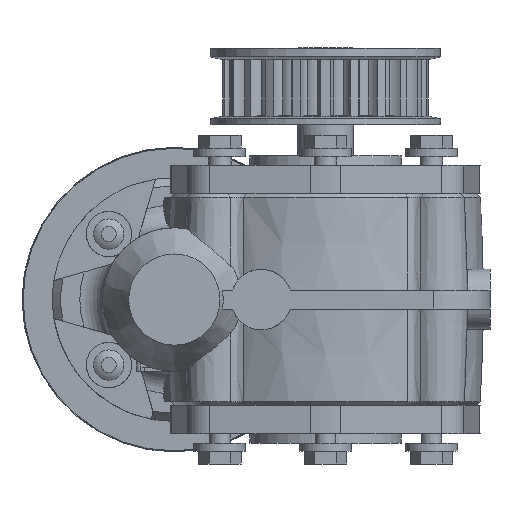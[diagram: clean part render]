
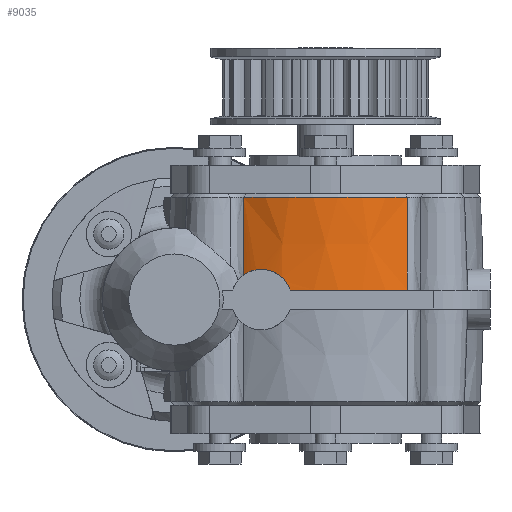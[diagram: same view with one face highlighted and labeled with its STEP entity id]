
A CAD part, left-side view. The second image highlights one B-rep face of the part: STEP entity #9035.
In plain terms, the highlighted conical face has half-angle 2 degrees and reference radius 41.471 mm.
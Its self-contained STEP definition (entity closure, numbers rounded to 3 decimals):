
#6949=CONICAL_SURFACE('',#27300,41.471,2.);
#7824=B_SPLINE_CURVE_WITH_KNOTS('',3,(#39563,#39564,#39565,#39566,#39567,
#39568,#39569,#39570,#39571,#39572),.UNSPECIFIED.,.F.,.F.,(4,2,2,2,4),(0.,
0.25,0.5,0.75,1.),.UNSPECIFIED.);
#7826=B_SPLINE_CURVE_WITH_KNOTS('',3,(#39579,#39580,#39581,#39582,#39583,
#39584,#39585),.UNSPECIFIED.,.F.,.F.,(4,3,4),(0.,0.503,1.),
 .UNSPECIFIED.);
#7857=B_SPLINE_CURVE_WITH_KNOTS('',3,(#40721,#40722,#40723,#40724),
 .UNSPECIFIED.,.F.,.F.,(4,4),(0.,1.),.UNSPECIFIED.);
#9035=ADVANCED_FACE('',(#10474),#6949,.T.);
#10474=FACE_OUTER_BOUND('',#11534,.T.);
#11534=EDGE_LOOP('',(#15987,#15988,#15989,#15990,#15991));
#12625=CIRCLE('',#27224,41.052);
#12640=CIRCLE('',#27261,41.908);
#15987=ORIENTED_EDGE('',*,*,#21618,.F.);
#15988=ORIENTED_EDGE('',*,*,#21667,.F.);
#15989=ORIENTED_EDGE('',*,*,#21567,.T.);
#15990=ORIENTED_EDGE('',*,*,#21546,.F.);
#15991=ORIENTED_EDGE('',*,*,#21544,.F.);
#19376=VERTEX_POINT('',#39562);
#19377=VERTEX_POINT('',#39573);
#19378=VERTEX_POINT('',#39586);
#19386=VERTEX_POINT('',#39844);
#19410=VERTEX_POINT('',#40227);
#21544=EDGE_CURVE('',#19376,#19377,#7824,.T.);
#21546=EDGE_CURVE('',#19377,#19378,#7826,.T.);
#21567=EDGE_CURVE('',#19386,#19378,#12625,.T.);
#21618=EDGE_CURVE('',#19410,#19376,#12640,.T.);
#21667=EDGE_CURVE('',#19386,#19410,#7857,.T.);
#27224=AXIS2_PLACEMENT_3D('',#39843,#30796,#30797);
#27261=AXIS2_PLACEMENT_3D('',#40228,#30894,#30895);
#27300=AXIS2_PLACEMENT_3D('',#40725,#30996,#30997);
#30796=DIRECTION('',(0.,0.,-1.));
#30797=DIRECTION('',(-1.,0.,0.));
#30894=DIRECTION('',(0.,0.,-1.));
#30895=DIRECTION('',(-1.,0.,0.));
#30996=DIRECTION('',(0.,0.,-1.));
#30997=DIRECTION('',(0.,-1.,0.));
#39562=CARTESIAN_POINT('',(-40.84,9.401,-35.5));
#39563=CARTESIAN_POINT('',(-40.84,9.401,-35.5));
#39564=CARTESIAN_POINT('',(-40.699,9.818,-34.233));
#39565=CARTESIAN_POINT('',(-40.484,10.546,-33.1));
#39566=CARTESIAN_POINT('',(-39.887,12.411,-31.321));
#39567=CARTESIAN_POINT('',(-39.5,13.548,-30.675));
#39568=CARTESIAN_POINT('',(-38.567,15.949,-29.971));
#39569=CARTESIAN_POINT('',(-38.026,17.195,-29.913));
#39570=CARTESIAN_POINT('',(-36.886,19.553,-30.324));
#39571=CARTESIAN_POINT('',(-36.281,20.676,-30.795));
#39572=CARTESIAN_POINT('',(-35.72,21.648,-31.489));
#39573=CARTESIAN_POINT('',(-35.72,21.648,-31.489));
#39579=CARTESIAN_POINT('',(-35.72,21.648,-31.489));
#39580=CARTESIAN_POINT('',(-35.578,21.651,-28.056));
#39581=CARTESIAN_POINT('',(-35.435,21.655,-24.624));
#39582=CARTESIAN_POINT('',(-35.292,21.659,-21.191));
#39583=CARTESIAN_POINT('',(-35.151,21.662,-17.794));
#39584=CARTESIAN_POINT('',(-35.008,21.667,-14.396));
#39585=CARTESIAN_POINT('',(-34.866,21.672,-10.999));
#39586=CARTESIAN_POINT('',(-34.866,21.672,-10.999));
#39843=CARTESIAN_POINT('',(0.,0.,-10.999));
#39844=CARTESIAN_POINT('',(-34.866,-21.672,-10.999));
#40227=CARTESIAN_POINT('',(-35.885,-21.645,-35.5));
#40228=CARTESIAN_POINT('',(0.,0.,-35.5));
#40721=CARTESIAN_POINT('',(-34.866,-21.672,-10.999));
#40722=CARTESIAN_POINT('',(-35.209,-21.66,-19.166));
#40723=CARTESIAN_POINT('',(-35.549,-21.651,-27.333));
#40724=CARTESIAN_POINT('',(-35.885,-21.645,-35.5));
#40725=CARTESIAN_POINT('',(0.,0.,-22.978));
